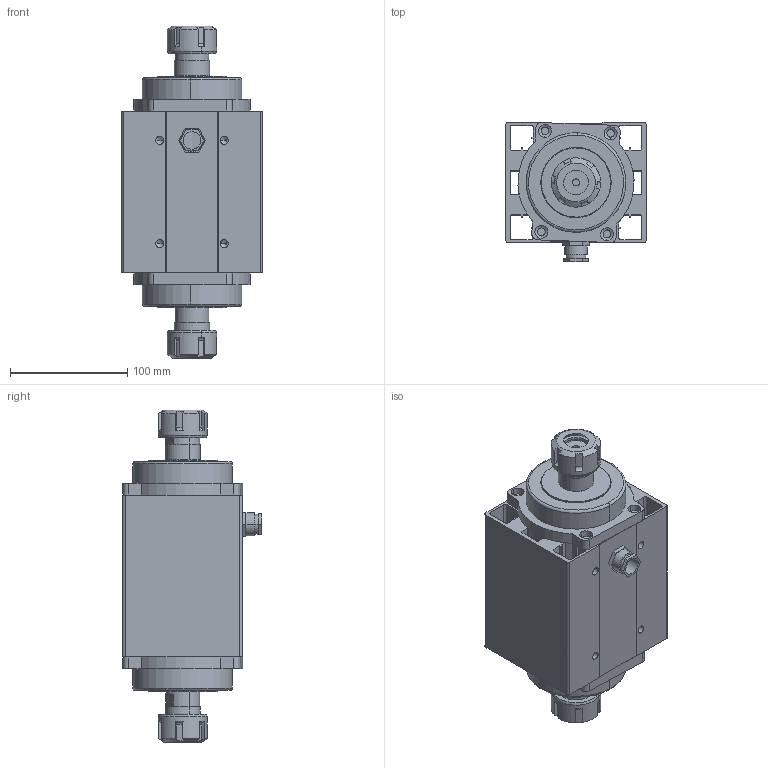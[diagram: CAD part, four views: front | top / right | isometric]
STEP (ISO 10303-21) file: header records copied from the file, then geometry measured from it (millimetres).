
FILE_DESCRIPTION (( 'STEP AP214' ), '1' );
FILE_NAME ('GDR51-18Z-2.2S.STEP', '2021-05-19T05:40:08', ( '萇齟' ), ( '' ), 'SwSTEP 2.0', 'SolidWorks 2018', '' );
FILE_SCHEMA (( 'AUTOMOTIVE_DESIGN' ));
Length unit declared in the file: millimetre
Products named in the file (8): ER25-6 粟俶芠標; GDR51-18-2.2S酘粣創釱; GDR51-18-2.2S儂褲; ER25蹟簽; GDR51-18-2.2S酘ヶ蹟譫; GDR51-18Z-2.2S; GDR51-18-2.2S堤盄芛; GDR51-18-2.2S粣芛
Assembly tree (12 placements, depth 2):
  GDR51-18Z-2.2S
    GDR51-18-2.2S儂褲
    GDR51-18-2.2S酘粣創釱  x2
    GDR51-18-2.2S酘ヶ蹟譫  x2
    GDR51-18-2.2S粣芛  x2
    ER25-6 粟俶芠標  x2
    ER25蹟簽  x2
    GDR51-18-2.2S堤盄芛
Bounding box: 120 x 119 x 283 mm (x, y, z)
Volume: 971047.3 mm3; surface area: 271154.1 mm2
Topology: 12 solids, 12 shells, 384 faces, 965 edges, 622 vertices
Faces by surface type: plane 167, cylinder 161, cone 52, torus 4
Entity records: 8727 total; most frequent: CARTESIAN_POINT 1591, DIRECTION 1461, ORIENTED_EDGE 1358, EDGE_CURVE 679, AXIS2_PLACEMENT_3D 532, VERTEX_POINT 444, LINE 397, VECTOR 397
